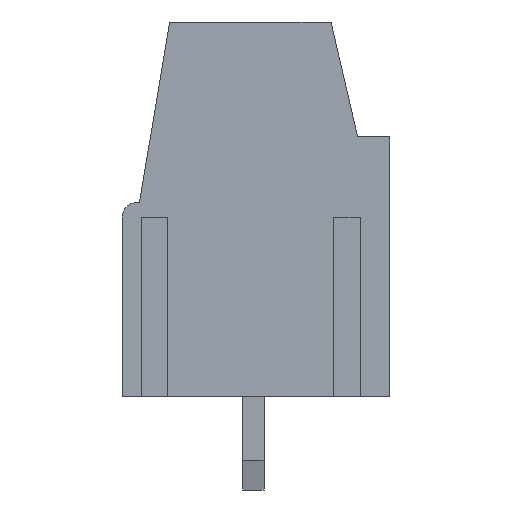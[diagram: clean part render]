
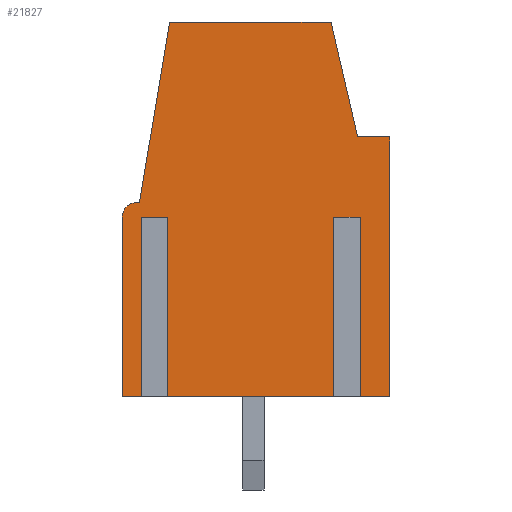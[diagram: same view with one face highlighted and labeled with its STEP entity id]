
A CAD part, left-side view. The second image highlights one B-rep face of the part: STEP entity #21827.
In plain terms, the highlighted planar face has unit normal (-1, 0, 0).
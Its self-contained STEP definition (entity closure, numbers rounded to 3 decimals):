
#270 = CARTESIAN_POINT ( 'NONE',  ( -10.16, -3.72, 6.7 ) ) ;
#373 = DIRECTION ( 'NONE',  ( 0., -0.225, -0.974 ) ) ;
#1183 = VERTEX_POINT ( 'NONE', #6105 ) ;
#2033 = ORIENTED_EDGE ( 'NONE', *, *, #21187, .F. ) ;
#2346 = EDGE_CURVE ( 'NONE', #10184, #15321, #14883, .T. ) ;
#2389 = ORIENTED_EDGE ( 'NONE', *, *, #5155, .T. ) ;
#2626 = LINE ( 'NONE', #16558, #36247 ) ;
#2755 = EDGE_CURVE ( 'NONE', #31505, #21390, #10156, .T. ) ;
#3229 = EDGE_CURVE ( 'NONE', #15321, #5071, #31756, .T. ) ;
#3337 = CARTESIAN_POINT ( 'NONE',  ( -10.16, -3.9, 9.7 ) ) ;
#3855 = LINE ( 'NONE', #18011, #25771 ) ;
#4504 = ORIENTED_EDGE ( 'NONE', *, *, #25437, .F. ) ;
#5013 = LINE ( 'NONE', #41076, #12915 ) ;
#5071 = VERTEX_POINT ( 'NONE', #11152 ) ;
#5155 = EDGE_CURVE ( 'NONE', #37082, #38407, #16170, .T. ) ;
#5559 = VECTOR ( 'NONE', #29195, 1000. ) ;
#6105 = CARTESIAN_POINT ( 'NONE',  ( -10.16, 4.9, 6.7 ) ) ;
#6658 = EDGE_CURVE ( 'NONE', #5071, #38407, #26183, .T. ) ;
#6855 = ORIENTED_EDGE ( 'NONE', *, *, #41782, .F. ) ;
#8079 = CIRCLE ( 'NONE', #18415, 0.55 ) ;
#8501 = ORIENTED_EDGE ( 'NONE', *, *, #2346, .F. ) ;
#9287 = ORIENTED_EDGE ( 'NONE', *, *, #21442, .F. ) ;
#9634 = DIRECTION ( 'NONE',  ( 0., -0.165, 0.986 ) ) ;
#10156 = LINE ( 'NONE', #21059, #24951 ) ;
#10171 = VERTEX_POINT ( 'NONE', #3337 ) ;
#10184 = VERTEX_POINT ( 'NONE', #21956 ) ;
#10746 = LINE ( 'NONE', #42798, #42695 ) ;
#10832 = CARTESIAN_POINT ( 'NONE',  ( -10.16, -3.72, 6.7 ) ) ;
#10932 = VERTEX_POINT ( 'NONE', #27371 ) ;
#11152 = CARTESIAN_POINT ( 'NONE',  ( -10.16, -3.28, 0. ) ) ;
#11244 = EDGE_CURVE ( 'NONE', #16341, #10932, #26175, .T. ) ;
#11352 = AXIS2_PLACEMENT_3D ( 'NONE', #35555, #25646, #35999 ) ;
#11504 = LINE ( 'NONE', #10832, #25653 ) ;
#11793 = DIRECTION ( 'NONE',  ( 0., 0., -1. ) ) ;
#12134 = CARTESIAN_POINT ( 'NONE',  ( -10.16, -3.28, 6.7 ) ) ;
#12237 = ORIENTED_EDGE ( 'NONE', *, *, #41344, .F. ) ;
#12413 = CARTESIAN_POINT ( 'NONE',  ( -10.16, 3.48, 0. ) ) ;
#12873 = ORIENTED_EDGE ( 'NONE', *, *, #27801, .F. ) ;
#12915 = VECTOR ( 'NONE', #40844, 1000. ) ;
#13103 = ORIENTED_EDGE ( 'NONE', *, *, #39522, .F. ) ;
#13514 = VECTOR ( 'NONE', #46164, 1000. ) ;
#13942 = DIRECTION ( 'NONE',  ( 0., 0., -1. ) ) ;
#13986 = ORIENTED_EDGE ( 'NONE', *, *, #3229, .F. ) ;
#14883 = LINE ( 'NONE', #270, #5559 ) ;
#15321 = VERTEX_POINT ( 'NONE', #12134 ) ;
#15443 = EDGE_CURVE ( 'NONE', #39039, #15770, #40227, .T. ) ;
#15511 = CARTESIAN_POINT ( 'NONE',  ( -10.16, 4.35, 7.25 ) ) ;
#15538 = ORIENTED_EDGE ( 'NONE', *, *, #15443, .F. ) ;
#15770 = VERTEX_POINT ( 'NONE', #35171 ) ;
#16170 = LINE ( 'NONE', #34236, #30890 ) ;
#16341 = VERTEX_POINT ( 'NONE', #27427 ) ;
#16558 = CARTESIAN_POINT ( 'NONE',  ( -10.16, 3.128, 14. ) ) ;
#17314 = VECTOR ( 'NONE', #23093, 1000. ) ;
#17449 = DIRECTION ( 'NONE',  ( 0., 0., 1. ) ) ;
#18011 = CARTESIAN_POINT ( 'NONE',  ( -10.16, -3.9, 9.7 ) ) ;
#18415 = AXIS2_PLACEMENT_3D ( 'NONE', #44892, #45130, #19098 ) ;
#18794 = CARTESIAN_POINT ( 'NONE',  ( -10.16, 4.9, 6.7 ) ) ;
#18820 = ORIENTED_EDGE ( 'NONE', *, *, #22537, .F. ) ;
#18987 = DIRECTION ( 'NONE',  ( 0., 0., -1. ) ) ;
#19098 = DIRECTION ( 'NONE',  ( 0., 0., 1. ) ) ;
#20488 = ORIENTED_EDGE ( 'NONE', *, *, #6658, .F. ) ;
#21059 = CARTESIAN_POINT ( 'NONE',  ( -10.16, -2.907, 14. ) ) ;
#21187 = EDGE_CURVE ( 'NONE', #21390, #10171, #3855, .T. ) ;
#21390 = VERTEX_POINT ( 'NONE', #31782 ) ;
#21442 = EDGE_CURVE ( 'NONE', #33653, #24652, #35977, .T. ) ;
#21577 = CARTESIAN_POINT ( 'NONE',  ( -10.16, 3.92, 0. ) ) ;
#21827 = ADVANCED_FACE ( 'NONE', ( #39758 ), #28455, .T. ) ;
#21956 = CARTESIAN_POINT ( 'NONE',  ( -10.16, -3.72, 6.7 ) ) ;
#22466 = CARTESIAN_POINT ( 'NONE',  ( -10.16, 3.92, 6.7 ) ) ;
#22537 = EDGE_CURVE ( 'NONE', #23313, #39039, #22703, .T. ) ;
#22703 = LINE ( 'NONE', #22466, #26912 ) ;
#22768 = LINE ( 'NONE', #18794, #37274 ) ;
#22877 = DIRECTION ( 'NONE',  ( 0., 1., 0. ) ) ;
#23093 = DIRECTION ( 'NONE',  ( 0., 0., -1. ) ) ;
#23313 = VERTEX_POINT ( 'NONE', #44336 ) ;
#24337 = DIRECTION ( 'NONE',  ( 0., -1., 0. ) ) ;
#24652 = VERTEX_POINT ( 'NONE', #30366 ) ;
#24951 = VECTOR ( 'NONE', #24337, 1000. ) ;
#25373 = DIRECTION ( 'NONE',  ( 0., 1., 0. ) ) ;
#25437 = EDGE_CURVE ( 'NONE', #37082, #23313, #10746, .T. ) ;
#25646 = DIRECTION ( 'NONE',  ( 1., 0., 0. ) ) ;
#25653 = VECTOR ( 'NONE', #39354, 1000. ) ;
#25715 = CARTESIAN_POINT ( 'NONE',  ( -10.16, -5.1, 9.7 ) ) ;
#25771 = VECTOR ( 'NONE', #373, 1000. ) ;
#26175 = LINE ( 'NONE', #37004, #17314 ) ;
#26183 = LINE ( 'NONE', #37012, #45214 ) ;
#26202 = AXIS2_PLACEMENT_3D ( 'NONE', #35780, #35997, #17449 ) ;
#26676 = CARTESIAN_POINT ( 'NONE',  ( -10.16, 3.48, 6.7 ) ) ;
#26912 = VECTOR ( 'NONE', #11793, 1000. ) ;
#27057 = VECTOR ( 'NONE', #13942, 1000. ) ;
#27371 = CARTESIAN_POINT ( 'NONE',  ( -10.16, -5.1, 0. ) ) ;
#27427 = CARTESIAN_POINT ( 'NONE',  ( -10.16, -5.1, 9.7 ) ) ;
#27801 = EDGE_CURVE ( 'NONE', #10932, #44645, #5013, .T. ) ;
#28455 = PLANE ( 'NONE',  #26202 ) ;
#29195 = DIRECTION ( 'NONE',  ( 0., 1., 0. ) ) ;
#29764 = CARTESIAN_POINT ( 'NONE',  ( -10.16, -3.72, 0. ) ) ;
#30366 = CARTESIAN_POINT ( 'NONE',  ( -10.16, 4.259, 7.242 ) ) ;
#30516 = DIRECTION ( 'NONE',  ( 0., 0., 1. ) ) ;
#30890 = VECTOR ( 'NONE', #18987, 1000. ) ;
#31505 = VERTEX_POINT ( 'NONE', #40621 ) ;
#31756 = LINE ( 'NONE', #46080, #27057 ) ;
#31782 = CARTESIAN_POINT ( 'NONE',  ( -10.16, -2.907, 14. ) ) ;
#33653 = VERTEX_POINT ( 'NONE', #15511 ) ;
#34236 = CARTESIAN_POINT ( 'NONE',  ( -10.16, 3.48, 6.7 ) ) ;
#34393 = ORIENTED_EDGE ( 'NONE', *, *, #43991, .F. ) ;
#35149 = EDGE_CURVE ( 'NONE', #10184, #44645, #11504, .T. ) ;
#35171 = CARTESIAN_POINT ( 'NONE',  ( -10.16, 4.9, 0. ) ) ;
#35555 = CARTESIAN_POINT ( 'NONE',  ( -10.16, 4.35, 6.7 ) ) ;
#35780 = CARTESIAN_POINT ( 'NONE',  ( -10.16, 4.35, 6.7 ) ) ;
#35977 = CIRCLE ( 'NONE', #11352, 0.55 ) ;
#35997 = DIRECTION ( 'NONE',  ( -1., 0., 0. ) ) ;
#35999 = DIRECTION ( 'NONE',  ( 0., 0., 1. ) ) ;
#36247 = VECTOR ( 'NONE', #9634, 1000. ) ;
#36701 = CARTESIAN_POINT ( 'NONE',  ( -10.16, 4.9, 0. ) ) ;
#37004 = CARTESIAN_POINT ( 'NONE',  ( -10.16, -5.1, 0. ) ) ;
#37012 = CARTESIAN_POINT ( 'NONE',  ( -10.16, 4.9, 0. ) ) ;
#37082 = VERTEX_POINT ( 'NONE', #26676 ) ;
#37258 = ORIENTED_EDGE ( 'NONE', *, *, #2755, .F. ) ;
#37274 = VECTOR ( 'NONE', #30516, 1000. ) ;
#37729 = EDGE_LOOP ( 'NONE', ( #15538, #18820, #4504, #2389, #20488, #13986, #8501, #39125, #12873, #43794, #34393, #2033, #37258, #13103, #9287, #6855, #12237 ) ) ;
#38407 = VERTEX_POINT ( 'NONE', #12413 ) ;
#39039 = VERTEX_POINT ( 'NONE', #21577 ) ;
#39125 = ORIENTED_EDGE ( 'NONE', *, *, #35149, .T. ) ;
#39354 = DIRECTION ( 'NONE',  ( 0., 0., -1. ) ) ;
#39522 = EDGE_CURVE ( 'NONE', #24652, #31505, #2626, .T. ) ;
#39758 = FACE_OUTER_BOUND ( 'NONE', #37729, .T. ) ;
#40227 = LINE ( 'NONE', #36701, #44839 ) ;
#40621 = CARTESIAN_POINT ( 'NONE',  ( -10.16, 3.128, 14. ) ) ;
#40844 = DIRECTION ( 'NONE',  ( 0., 1., 0. ) ) ;
#41076 = CARTESIAN_POINT ( 'NONE',  ( -10.16, 4.9, 0. ) ) ;
#41344 = EDGE_CURVE ( 'NONE', #15770, #1183, #22768, .T. ) ;
#41782 = EDGE_CURVE ( 'NONE', #1183, #33653, #8079, .T. ) ;
#42695 = VECTOR ( 'NONE', #25373, 1000. ) ;
#42798 = CARTESIAN_POINT ( 'NONE',  ( -10.16, 3.48, 6.7 ) ) ;
#43582 = LINE ( 'NONE', #25715, #13514 ) ;
#43794 = ORIENTED_EDGE ( 'NONE', *, *, #11244, .F. ) ;
#43977 = DIRECTION ( 'NONE',  ( 0., 1., 0. ) ) ;
#43991 = EDGE_CURVE ( 'NONE', #10171, #16341, #43582, .T. ) ;
#44336 = CARTESIAN_POINT ( 'NONE',  ( -10.16, 3.92, 6.7 ) ) ;
#44645 = VERTEX_POINT ( 'NONE', #29764 ) ;
#44839 = VECTOR ( 'NONE', #43977, 1000. ) ;
#44892 = CARTESIAN_POINT ( 'NONE',  ( -10.16, 4.35, 6.7 ) ) ;
#45130 = DIRECTION ( 'NONE',  ( 1., 0., 0. ) ) ;
#45214 = VECTOR ( 'NONE', #22877, 1000. ) ;
#46080 = CARTESIAN_POINT ( 'NONE',  ( -10.16, -3.28, 6.7 ) ) ;
#46164 = DIRECTION ( 'NONE',  ( 0., -1., 0. ) ) ;
